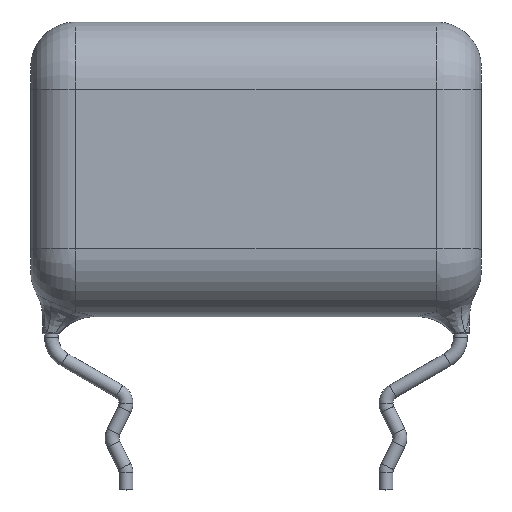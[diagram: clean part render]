
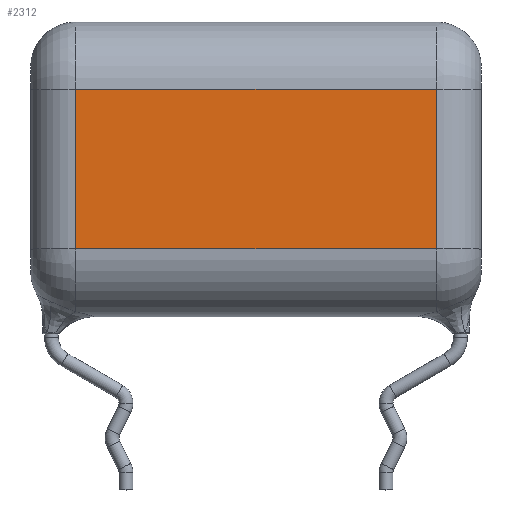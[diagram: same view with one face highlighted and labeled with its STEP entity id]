
A CAD part, top view. The second image highlights one B-rep face of the part: STEP entity #2312.
In plain terms, the highlighted planar face has unit normal (0, 0, 1).
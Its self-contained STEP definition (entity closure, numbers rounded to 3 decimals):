
#22 = VECTOR ( 'NONE', #299, 1000. ) ;
#59 = VECTOR ( 'NONE', #796, 1000. ) ;
#81 = ORIENTED_EDGE ( 'NONE', *, *, #493, .T. ) ;
#121 = CARTESIAN_POINT ( 'NONE',  ( 0., 18.1, 3.9 ) ) ;
#132 = VERTEX_POINT ( 'NONE', #983 ) ;
#216 = VERTEX_POINT ( 'NONE', #2795 ) ;
#262 = PLANE ( 'NONE',  #1743 ) ;
#293 = FACE_OUTER_BOUND ( 'NONE', #1256, .T. ) ;
#299 = DIRECTION ( 'NONE',  ( 1., 0., 0. ) ) ;
#493 = EDGE_CURVE ( 'NONE', #1993, #2280, #1236, .T. ) ;
#513 = VECTOR ( 'NONE', #1199, 1000. ) ;
#678 = CARTESIAN_POINT ( 'NONE',  ( 10.4, 18.1, 3.9 ) ) ;
#796 = DIRECTION ( 'NONE',  ( -1., 0., 0. ) ) ;
#846 = VECTOR ( 'NONE', #1404, 1000. ) ;
#975 = EDGE_CURVE ( 'NONE', #132, #2280, #1698, .T. ) ;
#983 = CARTESIAN_POINT ( 'NONE',  ( -10.4, 8.9, 3.9 ) ) ;
#986 = CARTESIAN_POINT ( 'NONE',  ( 10.4, 18.1, 3.9 ) ) ;
#1045 = CARTESIAN_POINT ( 'NONE',  ( -10.4, 18.1, 3.9 ) ) ;
#1134 = DIRECTION ( 'NONE',  ( 1., 0., 0. ) ) ;
#1199 = DIRECTION ( 'NONE',  ( 0., 1., 0. ) ) ;
#1236 = LINE ( 'NONE', #121, #59 ) ;
#1256 = EDGE_LOOP ( 'NONE', ( #2213, #1723, #81, #2179 ) ) ;
#1328 = CARTESIAN_POINT ( 'NONE',  ( 0., 0., 3.9 ) ) ;
#1404 = DIRECTION ( 'NONE',  ( 0., 1., 0. ) ) ;
#1410 = LINE ( 'NONE', #2650, #22 ) ;
#1698 = LINE ( 'NONE', #1045, #513 ) ;
#1723 = ORIENTED_EDGE ( 'NONE', *, *, #2394, .T. ) ;
#1743 = AXIS2_PLACEMENT_3D ( 'NONE', #1328, #2642, #1134 ) ;
#1868 = EDGE_CURVE ( 'NONE', #132, #216, #1410, .T. ) ;
#1993 = VERTEX_POINT ( 'NONE', #678 ) ;
#2049 = LINE ( 'NONE', #986, #846 ) ;
#2179 = ORIENTED_EDGE ( 'NONE', *, *, #975, .F. ) ;
#2191 = CARTESIAN_POINT ( 'NONE',  ( -10.4, 18.1, 3.9 ) ) ;
#2213 = ORIENTED_EDGE ( 'NONE', *, *, #1868, .T. ) ;
#2280 = VERTEX_POINT ( 'NONE', #2191 ) ;
#2312 = ADVANCED_FACE ( 'NONE', ( #293 ), #262, .T. ) ;
#2394 = EDGE_CURVE ( 'NONE', #216, #1993, #2049, .T. ) ;
#2642 = DIRECTION ( 'NONE',  ( 0., 0., 1. ) ) ;
#2650 = CARTESIAN_POINT ( 'NONE',  ( 13., 8.9, 3.9 ) ) ;
#2795 = CARTESIAN_POINT ( 'NONE',  ( 10.4, 8.9, 3.9 ) ) ;
